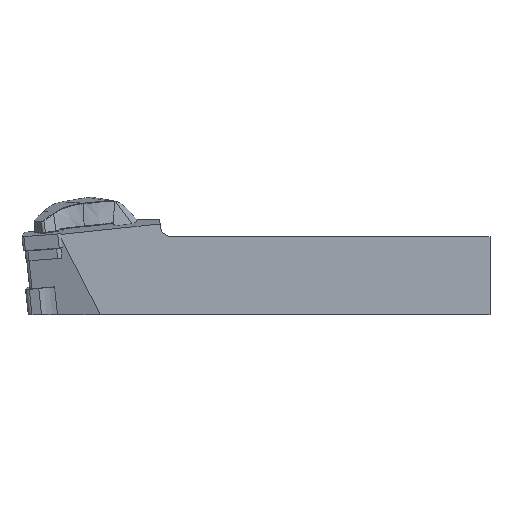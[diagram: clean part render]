
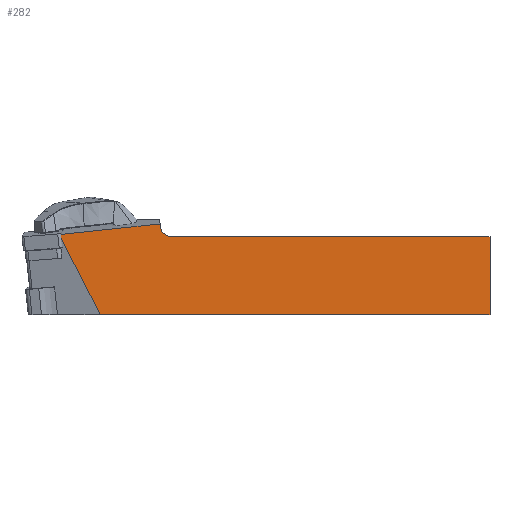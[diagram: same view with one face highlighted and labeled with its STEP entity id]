
A CAD part, front view. The second image highlights one B-rep face of the part: STEP entity #282.
In plain terms, the highlighted planar face has unit normal (0, -1, 0).
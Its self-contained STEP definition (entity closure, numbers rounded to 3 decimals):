
#282=ADVANCED_FACE('',(#474),#407,.F.);
#407=PLANE('',#2250);
#474=FACE_OUTER_BOUND('',#595,.T.);
#595=EDGE_LOOP('',(#825,#826,#827,#828,#829,#830,#831,#832));
#825=ORIENTED_EDGE('',*,*,#1612,.T.);
#826=ORIENTED_EDGE('',*,*,#1618,.T.);
#827=ORIENTED_EDGE('',*,*,#1653,.T.);
#828=ORIENTED_EDGE('',*,*,#1654,.F.);
#829=ORIENTED_EDGE('',*,*,#1655,.F.);
#830=ORIENTED_EDGE('',*,*,#1656,.F.);
#831=ORIENTED_EDGE('',*,*,#1657,.T.);
#832=ORIENTED_EDGE('',*,*,#1636,.F.);
#1401=VERTEX_POINT('',#3025);
#1402=VERTEX_POINT('',#3027);
#1407=VERTEX_POINT('',#3038);
#1419=VERTEX_POINT('',#3074);
#1430=VERTEX_POINT('',#3105);
#1431=VERTEX_POINT('',#3109);
#1432=VERTEX_POINT('',#3111);
#1433=VERTEX_POINT('',#3113);
#1612=EDGE_CURVE('',#1402,#1401,#1924,.T.);
#1618=EDGE_CURVE('',#1401,#1407,#1930,.T.);
#1636=EDGE_CURVE('',#1402,#1419,#1944,.T.);
#1653=EDGE_CURVE('',#1407,#1430,#1958,.T.);
#1654=EDGE_CURVE('',#1431,#1430,#1959,.T.);
#1655=EDGE_CURVE('',#1432,#1431,#1960,.T.);
#1656=EDGE_CURVE('',#1433,#1432,#1961,.T.);
#1657=EDGE_CURVE('',#1433,#1419,#1962,.T.);
#1924=LINE('',#3026,#2086);
#1930=LINE('',#3039,#2092);
#1944=LINE('',#3073,#2106);
#1958=LINE('',#3106,#2120);
#1959=LINE('',#3108,#2121);
#1960=LINE('',#3110,#2122);
#1961=LINE('',#3112,#2123);
#1962=LINE('',#3114,#2124);
#2086=VECTOR('',#2443,1.);
#2092=VECTOR('',#2451,1.);
#2106=VECTOR('',#2483,1.);
#2120=VECTOR('',#2511,1.);
#2121=VECTOR('',#2514,1.);
#2122=VECTOR('',#2515,1.);
#2123=VECTOR('',#2516,1.);
#2124=VECTOR('',#2517,1.);
#2250=AXIS2_PLACEMENT_3D('',#3115,#2518,#2519);
#2443=DIRECTION('',(-0.994,0.,-0.105));
#2451=DIRECTION('',(0.096,0.,-0.995));
#2483=DIRECTION('',(0.174,0.,-0.985));
#2511=DIRECTION('',(0.457,0.,-0.89));
#2514=DIRECTION('',(-1.,0.,0.));
#2515=DIRECTION('',(0.,0.,-1.));
#2516=DIRECTION('',(1.,0.,0.));
#2517=DIRECTION('',(-0.819,0.,0.574));
#2518=DIRECTION('',(0.,1.,0.));
#2519=DIRECTION('',(-1.,0.,0.));
#3025=CARTESIAN_POINT('',(12.016,-25.,0.709));
#3026=CARTESIAN_POINT('',(22.219,-25.,1.787));
#3027=CARTESIAN_POINT('',(44.281,-25.,4.119));
#3038=CARTESIAN_POINT('',(12.04,-25.,0.467));
#3039=CARTESIAN_POINT('',(7.188,-25.,50.789));
#3073=CARTESIAN_POINT('',(35.069,-25.,56.36));
#3074=CARTESIAN_POINT('',(44.718,-25.,1.638));
#3105=CARTESIAN_POINT('',(25.099,-25.,-24.96));
#3106=CARTESIAN_POINT('',(17.147,-25.,-9.477));
#3108=CARTESIAN_POINT('',(-1.,-25.,-24.96));
#3109=CARTESIAN_POINT('',(150.,-25.,-24.96));
#3110=CARTESIAN_POINT('',(150.,-25.,50.));
#3111=CARTESIAN_POINT('',(150.,-25.,0.04));
#3112=CARTESIAN_POINT('',(-1.,-25.,0.04));
#3113=CARTESIAN_POINT('',(47.,-25.,0.04));
#3114=CARTESIAN_POINT('',(-8.682,-25.,39.029));
#3115=CARTESIAN_POINT('',(-1.,-25.,50.));
